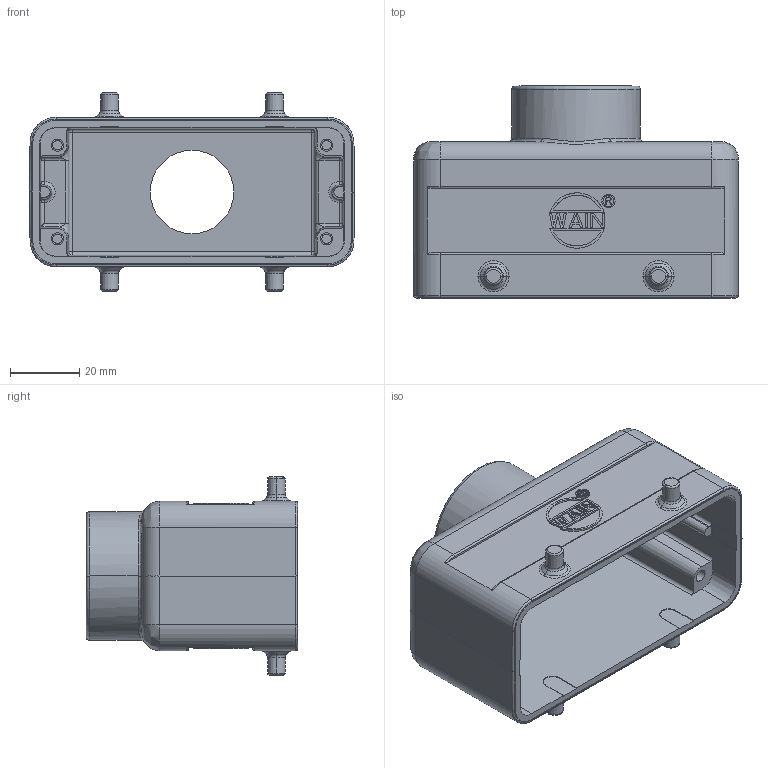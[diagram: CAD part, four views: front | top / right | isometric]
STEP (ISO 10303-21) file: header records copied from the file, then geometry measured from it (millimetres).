
FILE_DESCRIPTION((''),'2;1');
FILE_NAME('3D_00000_EMC_H16B-TE-4B-PG21_V1','2020-09-23T',('xk.he'),(''),'CREO PARAMETRIC BY PTC INC, 2016130','CREO PARAMETRIC BY PTC INC, 2016130','');
FILE_SCHEMA(('CONFIG_CONTROL_DESIGN'));
Length unit declared in the file: millimetre
Products named in the file (1): 3D_00000_EMC_H16B-TE-4B-PG21_V1
Bounding box: 93.5 x 61 x 57 mm (x, y, z)
Volume: 56414.1 mm3; surface area: 32664.7 mm2
Topology: 1 solids, 1 shells, 435 faces, 1141 edges, 738 vertices
Faces by surface type: plane 245, cylinder 89, torus 40, cone 28, bspline 14, sphere 11, extrusion 8
Entity records: 15257 total; most frequent: CARTESIAN_POINT 4439, ORIENTED_EDGE 2260, DIRECTION 2215, EDGE_CURVE 1130, AXIS2_PLACEMENT_3D 748, VERTEX_POINT 738, VECTOR 719, LINE 711
